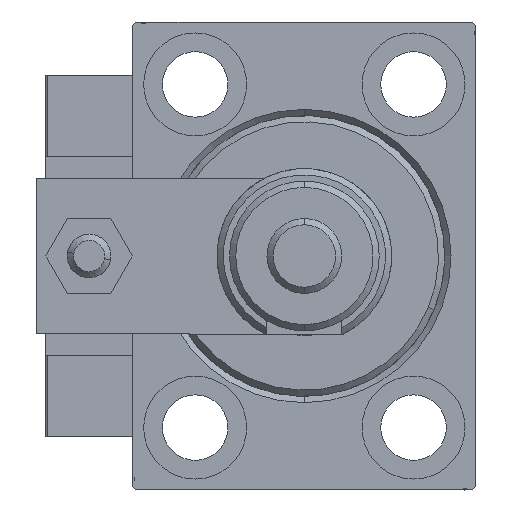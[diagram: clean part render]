
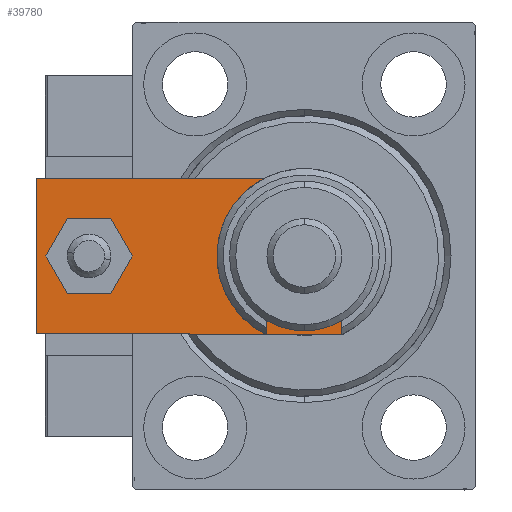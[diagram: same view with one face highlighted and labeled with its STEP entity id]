
A CAD part, left-side view. The second image highlights one B-rep face of the part: STEP entity #39780.
In plain terms, the highlighted face is planar.
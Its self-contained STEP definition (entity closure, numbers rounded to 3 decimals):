
#545 = VECTOR ( 'NONE', #22573, 1000. ) ;
#1842 = DIRECTION ( 'NONE',  ( 1., 0., 0. ) ) ;
#2316 = AXIS2_PLACEMENT_3D ( 'NONE', #9583, #21843, #1842 ) ;
#2517 = DIRECTION ( 'NONE',  ( 0.707, -0.707, 0. ) ) ;
#2606 = VERTEX_POINT ( 'NONE', #14711 ) ;
#2812 = DIRECTION ( 'NONE',  ( 0., -1., 0. ) ) ;
#3695 = VERTEX_POINT ( 'NONE', #33942 ) ;
#5004 = VERTEX_POINT ( 'NONE', #15479 ) ;
#6449 = EDGE_LOOP ( 'NONE', ( #46198, #44250, #48038, #7148, #48919, #17552 ) ) ;
#6455 = FACE_OUTER_BOUND ( 'NONE', #6449, .T. ) ;
#6504 = EDGE_CURVE ( 'NONE', #44297, #38293, #17209, .T. ) ;
#7148 = ORIENTED_EDGE ( 'NONE', *, *, #39078, .T. ) ;
#7244 = EDGE_CURVE ( 'NONE', #2606, #46178, #15747, .T. ) ;
#7266 = LINE ( 'NONE', #47262, #44716 ) ;
#7761 = VECTOR ( 'NONE', #2517, 1000. ) ;
#8989 = EDGE_CURVE ( 'NONE', #14712, #26979, #7266, .T. ) ;
#9457 = CARTESIAN_POINT ( 'NONE',  ( 0., 12., 6. ) ) ;
#9583 = CARTESIAN_POINT ( 'NONE',  ( 0., 0., 6. ) ) ;
#9730 = VECTOR ( 'NONE', #46283, 1000. ) ;
#10562 = EDGE_CURVE ( 'NONE', #26979, #5004, #22276, .T. ) ;
#10890 = DIRECTION ( 'NONE',  ( 1., 0., 0. ) ) ;
#11692 = CARTESIAN_POINT ( 'NONE',  ( 12.5, 0., 6. ) ) ;
#11929 = DIRECTION ( 'NONE',  ( 1., 0., 0. ) ) ;
#11995 = CARTESIAN_POINT ( 'NONE',  ( -4., 46.5, 6. ) ) ;
#12266 = AXIS2_PLACEMENT_3D ( 'NONE', #20455, #48464, #11929 ) ;
#14315 = CARTESIAN_POINT ( 'NONE',  ( 3.42, -3.42, 6. ) ) ;
#14681 = CIRCLE ( 'NONE', #47880, 8.25 ) ;
#14711 = CARTESIAN_POINT ( 'NONE',  ( -8.25, 12., 6. ) ) ;
#14712 = VERTEX_POINT ( 'NONE', #38264 ) ;
#14768 = LINE ( 'NONE', #23823, #7761 ) ;
#15479 = CARTESIAN_POINT ( 'NONE',  ( -12.5, 5.66, 6. ) ) ;
#15747 = CIRCLE ( 'NONE', #28485, 8.25 ) ;
#17209 = LINE ( 'NONE', #30012, #9730 ) ;
#17349 = CARTESIAN_POINT ( 'NONE',  ( -6.84, 0., 6. ) ) ;
#17552 = ORIENTED_EDGE ( 'NONE', *, *, #8989, .T. ) ;
#19106 = CARTESIAN_POINT ( 'NONE',  ( 6.84, 0., 6. ) ) ;
#20455 = CARTESIAN_POINT ( 'NONE',  ( 0., 46.5, 6. ) ) ;
#21042 = VERTEX_POINT ( 'NONE', #26913 ) ;
#21457 = ORIENTED_EDGE ( 'NONE', *, *, #7244, .F. ) ;
#21625 = CARTESIAN_POINT ( 'NONE',  ( 0., 12., 6. ) ) ;
#21843 = DIRECTION ( 'NONE',  ( 0., 0., 1. ) ) ;
#22276 = LINE ( 'NONE', #44329, #47379 ) ;
#22573 = DIRECTION ( 'NONE',  ( 0.707, 0.707, 0. ) ) ;
#22600 = VECTOR ( 'NONE', #27954, 1000. ) ;
#22687 = EDGE_CURVE ( 'NONE', #5004, #44297, #14768, .T. ) ;
#23823 = CARTESIAN_POINT ( 'NONE',  ( -3.42, -3.42, 6. ) ) ;
#25127 = AXIS2_PLACEMENT_3D ( 'NONE', #43154, #35131, #10890 ) ;
#25763 = EDGE_CURVE ( 'NONE', #46178, #2606, #14681, .T. ) ;
#26913 = CARTESIAN_POINT ( 'NONE',  ( 4., 46.5, 6. ) ) ;
#26979 = VERTEX_POINT ( 'NONE', #38265 ) ;
#27954 = DIRECTION ( 'NONE',  ( 0., 1., 0. ) ) ;
#28435 = CIRCLE ( 'NONE', #12266, 4. ) ;
#28485 = AXIS2_PLACEMENT_3D ( 'NONE', #21625, #41633, #30157 ) ;
#28600 = ORIENTED_EDGE ( 'NONE', *, *, #49429, .F. ) ;
#29457 = DIRECTION ( 'NONE',  ( 0., 0., 1. ) ) ;
#30012 = CARTESIAN_POINT ( 'NONE',  ( -12.5, 0., 6. ) ) ;
#30157 = DIRECTION ( 'NONE',  ( 1., 0., 0. ) ) ;
#30184 = VERTEX_POINT ( 'NONE', #11995 ) ;
#31377 = LINE ( 'NONE', #14315, #545 ) ;
#32647 = EDGE_CURVE ( 'NONE', #3695, #14712, #44745, .T. ) ;
#32749 = EDGE_LOOP ( 'NONE', ( #21457, #48251 ) ) ;
#33942 = CARTESIAN_POINT ( 'NONE',  ( 12.5, 5.66, 6. ) ) ;
#34095 = PLANE ( 'NONE',  #2316 ) ;
#34436 = CARTESIAN_POINT ( 'NONE',  ( 8.25, 12., 6. ) ) ;
#35131 = DIRECTION ( 'NONE',  ( 0., 0., 1. ) ) ;
#36922 = DIRECTION ( 'NONE',  ( 1., 0., 0. ) ) ;
#38103 = EDGE_LOOP ( 'NONE', ( #50870, #28600 ) ) ;
#38264 = CARTESIAN_POINT ( 'NONE',  ( 12.5, 55., 6. ) ) ;
#38265 = CARTESIAN_POINT ( 'NONE',  ( -12.5, 55., 6. ) ) ;
#38293 = VERTEX_POINT ( 'NONE', #19106 ) ;
#39078 = EDGE_CURVE ( 'NONE', #38293, #3695, #31377, .T. ) ;
#39780 = ADVANCED_FACE ( 'NONE', ( #42980, #6455, #45315 ), #34095, .T. ) ;
#41633 = DIRECTION ( 'NONE',  ( 0., 0., 1. ) ) ;
#42980 = FACE_BOUND ( 'NONE', #38103, .T. ) ;
#43154 = CARTESIAN_POINT ( 'NONE',  ( 0., 46.5, 6. ) ) ;
#44250 = ORIENTED_EDGE ( 'NONE', *, *, #22687, .T. ) ;
#44297 = VERTEX_POINT ( 'NONE', #17349 ) ;
#44329 = CARTESIAN_POINT ( 'NONE',  ( -12.5, 55., 6. ) ) ;
#44716 = VECTOR ( 'NONE', #46992, 1000. ) ;
#44745 = LINE ( 'NONE', #11692, #22600 ) ;
#45315 = FACE_BOUND ( 'NONE', #32749, .T. ) ;
#46178 = VERTEX_POINT ( 'NONE', #34436 ) ;
#46198 = ORIENTED_EDGE ( 'NONE', *, *, #10562, .T. ) ;
#46283 = DIRECTION ( 'NONE',  ( 1., 0., 0. ) ) ;
#46992 = DIRECTION ( 'NONE',  ( -1., 0., 0. ) ) ;
#47262 = CARTESIAN_POINT ( 'NONE',  ( 12.5, 55., 6. ) ) ;
#47379 = VECTOR ( 'NONE', #2812, 1000. ) ;
#47880 = AXIS2_PLACEMENT_3D ( 'NONE', #9457, #29457, #36922 ) ;
#48038 = ORIENTED_EDGE ( 'NONE', *, *, #6504, .T. ) ;
#48251 = ORIENTED_EDGE ( 'NONE', *, *, #25763, .F. ) ;
#48464 = DIRECTION ( 'NONE',  ( 0., 0., 1. ) ) ;
#48919 = ORIENTED_EDGE ( 'NONE', *, *, #32647, .T. ) ;
#48952 = CIRCLE ( 'NONE', #25127, 4. ) ;
#49429 = EDGE_CURVE ( 'NONE', #21042, #30184, #48952, .T. ) ;
#50335 = EDGE_CURVE ( 'NONE', #30184, #21042, #28435, .T. ) ;
#50870 = ORIENTED_EDGE ( 'NONE', *, *, #50335, .F. ) ;
